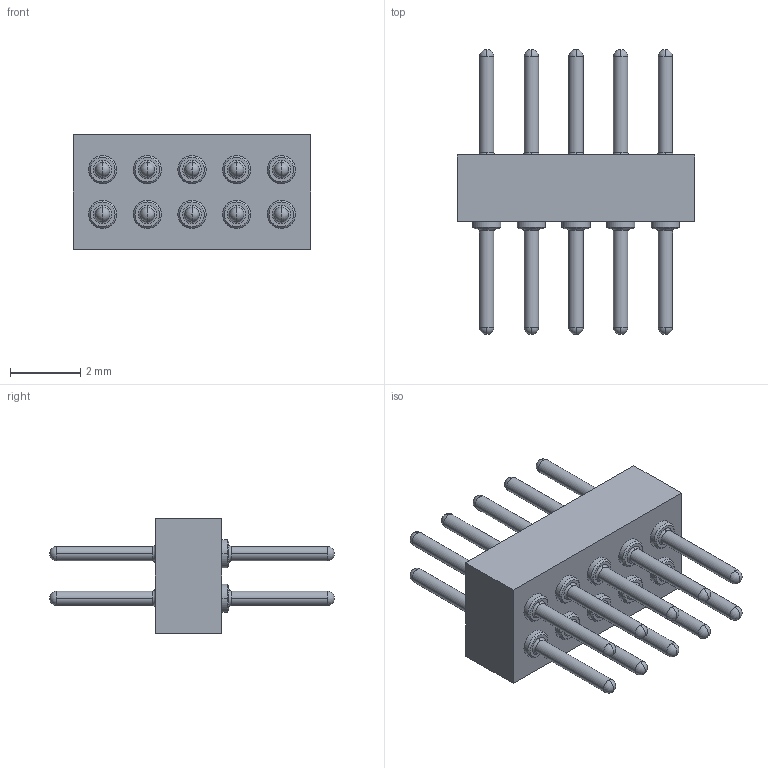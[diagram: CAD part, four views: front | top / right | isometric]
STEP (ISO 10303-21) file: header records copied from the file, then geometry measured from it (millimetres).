
FILE_DESCRIPTION(('STEP AP214'),'1');
FILE_NAME('pcb_connector_852-80-010-10-001101.stp','2017-04-17T02:24:45',('TraceParts'),('TraceParts S.A.'),'Spatial InterOp 3D',' ',' ');
FILE_SCHEMA(('automotive_design'));
Length unit declared in the file: millimetre
Products named in the file (1): pcb_connector_852-80-010-10-001101
Bounding box: 6.76 x 8.1 x 3.25 mm (x, y, z)
Volume: 50.5 mm3; surface area: 160.3 mm2
Topology: 1 solids, 1 shells, 196 faces, 512 edges, 348 vertices
Faces by surface type: torus 80, cylinder 60, plane 36, cone 20
Entity records: 7920 total; most frequent: DIRECTION 1326, CARTESIAN_POINT 1057, ORIENTED_EDGE 1024, AXIS2_PLACEMENT_3D 617, EDGE_CURVE 512, CIRCLE 420, VERTEX_POINT 348, EDGE_LOOP 226
